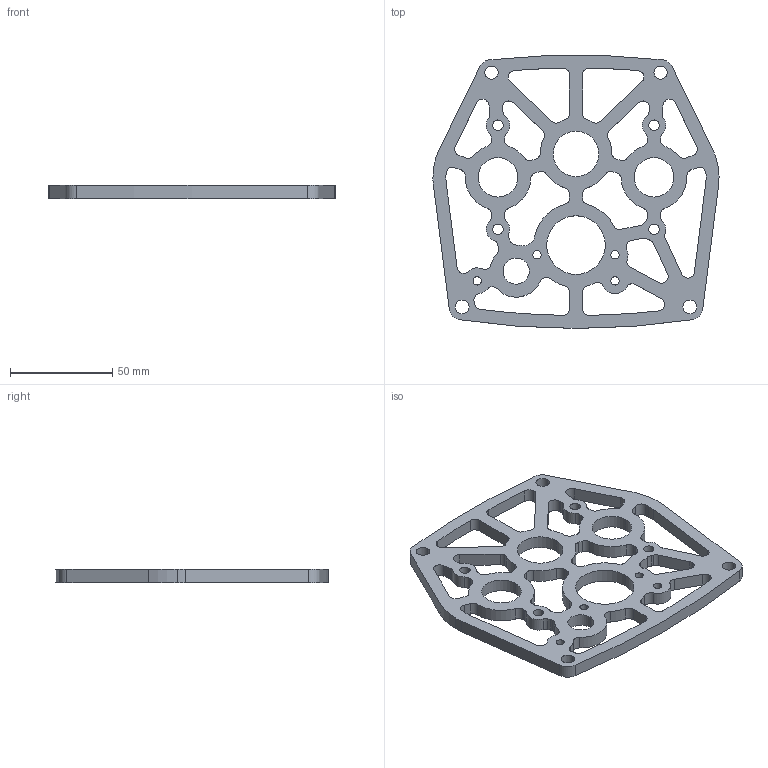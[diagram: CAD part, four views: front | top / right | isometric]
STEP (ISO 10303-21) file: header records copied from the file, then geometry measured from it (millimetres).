
FILE_DESCRIPTION (( 'STEP AP214' ), '1' );
FILE_NAME ('am-3526a EVO Shifter 2 Axle 2 Motor Motor Plate.STEP', '2021-12-09T15:04:34', ( '' ), ( '' ), 'SwSTEP 2.0', 'SolidWorks 2021', '' );
FILE_SCHEMA (( 'AUTOMOTIVE_DESIGN' ));
Length unit declared in the file: inch
Products named in the file (1): am-3526a EVO Shifter 2 Axle 2 Motor Motor Plate
Bounding box: 139.64 x 133.17 x 6.35 mm (x, y, z)
Volume: 51651 mm3; surface area: 30450.8 mm2
Topology: 1 solids, 1 shells, 228 faces, 678 edges, 452 vertices
Faces by surface type: cylinder 180, plane 48
Entity records: 8106 total; most frequent: DIRECTION 1496, CARTESIAN_POINT 1359, ORIENTED_EDGE 1356, EDGE_CURVE 678, AXIS2_PLACEMENT_3D 589, VERTEX_POINT 452, CIRCLE 360, LINE 318
